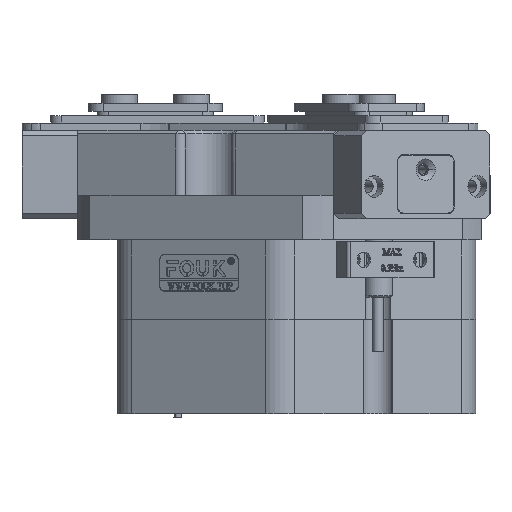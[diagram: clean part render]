
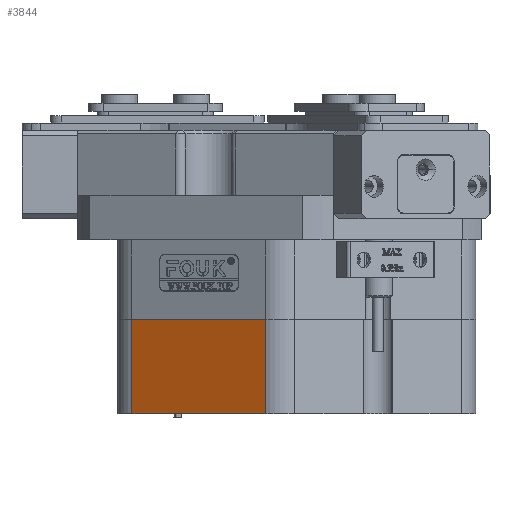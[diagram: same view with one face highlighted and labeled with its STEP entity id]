
A CAD part, front view. The second image highlights one B-rep face of the part: STEP entity #3844.
In plain terms, the highlighted face is planar.
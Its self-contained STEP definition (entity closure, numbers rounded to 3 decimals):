
#152 = VERTEX_POINT ( 'NONE', #22000 ) ;
#3603 = VECTOR ( 'NONE', #20378, 1000. ) ;
#3844 = ADVANCED_FACE ( 'NONE', ( #44813 ), #32832, .F. ) ;
#6809 = LINE ( 'NONE', #20159, #3603 ) ;
#8118 = EDGE_CURVE ( 'NONE', #45366, #56030, #65866, .T. ) ;
#8363 = VECTOR ( 'NONE', #24201, 1000. ) ;
#8408 = VECTOR ( 'NONE', #50353, 1000. ) ;
#8598 = EDGE_CURVE ( 'NONE', #45366, #152, #6809, .T. ) ;
#10095 = ORIENTED_EDGE ( 'NONE', *, *, #63559, .T. ) ;
#10413 = CARTESIAN_POINT ( 'NONE',  ( -54.848, 7., 0. ) ) ;
#13563 = VERTEX_POINT ( 'NONE', #10413 ) ;
#14088 = ORIENTED_EDGE ( 'NONE', *, *, #8118, .F. ) ;
#14440 = CARTESIAN_POINT ( 'NONE',  ( -29.445, 51., 26. ) ) ;
#16984 = EDGE_LOOP ( 'NONE', ( #14088, #19809, #10095, #44916 ) ) ;
#19809 = ORIENTED_EDGE ( 'NONE', *, *, #8598, .T. ) ;
#20159 = CARTESIAN_POINT ( 'NONE',  ( -33.486, 44., 0. ) ) ;
#20378 = DIRECTION ( 'NONE',  ( 0., 0., -1. ) ) ;
#22000 = CARTESIAN_POINT ( 'NONE',  ( -33.486, 44., 0. ) ) ;
#24201 = DIRECTION ( 'NONE',  ( 0., 0., 1. ) ) ;
#24857 = CARTESIAN_POINT ( 'NONE',  ( -54.848, 7., 26. ) ) ;
#26027 = LINE ( 'NONE', #64022, #30873 ) ;
#26992 = DIRECTION ( 'NONE',  ( 0.866, -0.5, 0. ) ) ;
#30873 = VECTOR ( 'NONE', #54176, 1000. ) ;
#32832 = PLANE ( 'NONE',  #65239 ) ;
#42643 = CARTESIAN_POINT ( 'NONE',  ( -29.445, 51., 26. ) ) ;
#44813 = FACE_OUTER_BOUND ( 'NONE', #16984, .T. ) ;
#44916 = ORIENTED_EDGE ( 'NONE', *, *, #50961, .T. ) ;
#45366 = VERTEX_POINT ( 'NONE', #49568 ) ;
#46973 = CARTESIAN_POINT ( 'NONE',  ( -54.848, 7., 26. ) ) ;
#47766 = DIRECTION ( 'NONE',  ( 0.5, 0.866, 0. ) ) ;
#49568 = CARTESIAN_POINT ( 'NONE',  ( -33.486, 44., 26. ) ) ;
#50353 = DIRECTION ( 'NONE',  ( -0.5, -0.866, 0. ) ) ;
#50961 = EDGE_CURVE ( 'NONE', #13563, #56030, #65810, .T. ) ;
#54176 = DIRECTION ( 'NONE',  ( -0.5, -0.866, 0. ) ) ;
#56030 = VERTEX_POINT ( 'NONE', #46973 ) ;
#63559 = EDGE_CURVE ( 'NONE', #152, #13563, #26027, .T. ) ;
#64022 = CARTESIAN_POINT ( 'NONE',  ( -29.445, 51., 0. ) ) ;
#65239 = AXIS2_PLACEMENT_3D ( 'NONE', #42643, #26992, #47766 ) ;
#65810 = LINE ( 'NONE', #24857, #8363 ) ;
#65866 = LINE ( 'NONE', #14440, #8408 ) ;
